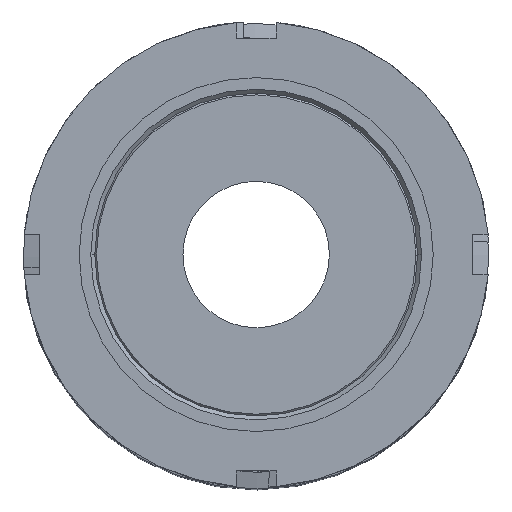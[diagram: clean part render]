
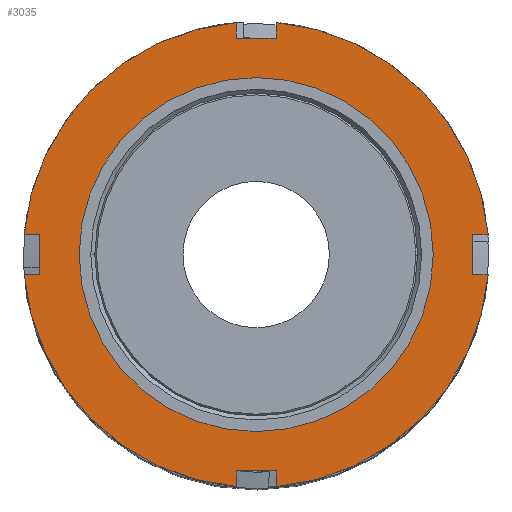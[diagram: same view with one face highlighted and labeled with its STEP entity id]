
A CAD part, front view. The second image highlights one B-rep face of the part: STEP entity #3035.
In plain terms, the highlighted planar face has unit normal (0, -1, 0).
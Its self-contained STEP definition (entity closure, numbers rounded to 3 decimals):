
#18 = VERTEX_POINT ( 'NONE', #2429 ) ;
#30 = VECTOR ( 'NONE', #3183, 1000. ) ;
#89 = CARTESIAN_POINT ( 'NONE',  ( 32.5, -23.269, 0. ) ) ;
#101 = EDGE_CURVE ( 'NONE', #424, #741, #2663, .T. ) ;
#132 = LINE ( 'NONE', #2815, #30 ) ;
#139 = AXIS2_PLACEMENT_3D ( 'NONE', #2503, #2897, #2549 ) ;
#160 = VERTEX_POINT ( 'NONE', #3251 ) ;
#184 = ORIENTED_EDGE ( 'NONE', *, *, #201, .F. ) ;
#201 = EDGE_CURVE ( 'NONE', #3925, #18, #3501, .T. ) ;
#210 = CARTESIAN_POINT ( 'NONE',  ( 0., -23.269, 0. ) ) ;
#238 = CARTESIAN_POINT ( 'NONE',  ( 34.871, -23.269, 3. ) ) ;
#262 = EDGE_CURVE ( 'NONE', #3245, #424, #4249, .T. ) ;
#280 = EDGE_LOOP ( 'NONE', ( #184, #1866, #3893, #3316, #1964, #1768, #2195, #3948, #3847, #2455, #2749, #1206, #4043, #1017, #1195, #1751 ) ) ;
#290 = CARTESIAN_POINT ( 'NONE',  ( 3., -23.269, 34.871 ) ) ;
#353 = AXIS2_PLACEMENT_3D ( 'NONE', #2928, #942, #1593 ) ;
#354 = EDGE_CURVE ( 'NONE', #1522, #160, #2701, .T. ) ;
#373 = CARTESIAN_POINT ( 'NONE',  ( 32.5, -23.269, -3. ) ) ;
#398 = CARTESIAN_POINT ( 'NONE',  ( 26.6, -23.269, -3. ) ) ;
#424 = VERTEX_POINT ( 'NONE', #3123 ) ;
#461 = CARTESIAN_POINT ( 'NONE',  ( 0., -23.269, -32.5 ) ) ;
#475 = ORIENTED_EDGE ( 'NONE', *, *, #1701, .T. ) ;
#483 = CARTESIAN_POINT ( 'NONE',  ( -3., -23.269, 32.5 ) ) ;
#503 = DIRECTION ( 'NONE',  ( -1., 0., 0. ) ) ;
#558 = AXIS2_PLACEMENT_3D ( 'NONE', #3594, #1576, #931 ) ;
#602 = EDGE_CURVE ( 'NONE', #2043, #3245, #3448, .T. ) ;
#620 = CARTESIAN_POINT ( 'NONE',  ( -32.5, -23.269, 0. ) ) ;
#632 = EDGE_CURVE ( 'NONE', #1522, #2206, #2660, .T. ) ;
#705 = LINE ( 'NONE', #3175, #755 ) ;
#716 = DIRECTION ( 'NONE',  ( 1., 0., 0. ) ) ;
#741 = VERTEX_POINT ( 'NONE', #985 ) ;
#755 = VECTOR ( 'NONE', #2891, 1000. ) ;
#808 = DIRECTION ( 'NONE',  ( -1., 0., 0. ) ) ;
#813 = DIRECTION ( 'NONE',  ( 0., 1., 0. ) ) ;
#858 = DIRECTION ( 'NONE',  ( 0., 0., -1. ) ) ;
#906 = CARTESIAN_POINT ( 'NONE',  ( 32.5, -23.269, 3. ) ) ;
#931 = DIRECTION ( 'NONE',  ( -1., 0., 0. ) ) ;
#940 = DIRECTION ( 'NONE',  ( 0., 0., 1. ) ) ;
#942 = DIRECTION ( 'NONE',  ( 0., 1., 0. ) ) ;
#964 = VECTOR ( 'NONE', #503, 1000. ) ;
#978 = LINE ( 'NONE', #620, #1121 ) ;
#985 = CARTESIAN_POINT ( 'NONE',  ( -34.871, -23.269, -3. ) ) ;
#998 = VECTOR ( 'NONE', #4227, 1000. ) ;
#1017 = ORIENTED_EDGE ( 'NONE', *, *, #354, .F. ) ;
#1045 = EDGE_CURVE ( 'NONE', #3463, #2587, #4031, .T. ) ;
#1052 = VERTEX_POINT ( 'NONE', #906 ) ;
#1056 = VECTOR ( 'NONE', #858, 1000. ) ;
#1105 = DIRECTION ( 'NONE',  ( 0., 1., 0. ) ) ;
#1114 = VERTEX_POINT ( 'NONE', #290 ) ;
#1121 = VECTOR ( 'NONE', #3294, 1000. ) ;
#1195 = ORIENTED_EDGE ( 'NONE', *, *, #632, .T. ) ;
#1206 = ORIENTED_EDGE ( 'NONE', *, *, #2985, .F. ) ;
#1243 = PLANE ( 'NONE',  #558 ) ;
#1248 = VECTOR ( 'NONE', #3179, 1000. ) ;
#1286 = VERTEX_POINT ( 'NONE', #1343 ) ;
#1292 = CARTESIAN_POINT ( 'NONE',  ( -3., -23.269, 0. ) ) ;
#1309 = DIRECTION ( 'NONE',  ( 1., 0., 0. ) ) ;
#1342 = CARTESIAN_POINT ( 'NONE',  ( -3., -23.269, -32.5 ) ) ;
#1343 = CARTESIAN_POINT ( 'NONE',  ( 34.871, -23.269, -3. ) ) ;
#1427 = LINE ( 'NONE', #3826, #964 ) ;
#1473 = VERTEX_POINT ( 'NONE', #373 ) ;
#1522 = VERTEX_POINT ( 'NONE', #483 ) ;
#1537 = EDGE_CURVE ( 'NONE', #1052, #1473, #2373, .T. ) ;
#1547 = CARTESIAN_POINT ( 'NONE',  ( -3., -23.269, 0. ) ) ;
#1576 = DIRECTION ( 'NONE',  ( 0., 1., 0. ) ) ;
#1587 = EDGE_CURVE ( 'NONE', #1286, #1772, #3438, .T. ) ;
#1593 = DIRECTION ( 'NONE',  ( -1., 0., 0. ) ) ;
#1676 = CARTESIAN_POINT ( 'NONE',  ( 0., -23.269, 32.5 ) ) ;
#1701 = EDGE_CURVE ( 'NONE', #2587, #3463, #1843, .T. ) ;
#1751 = ORIENTED_EDGE ( 'NONE', *, *, #4189, .F. ) ;
#1763 = CARTESIAN_POINT ( 'NONE',  ( -32.5, -23.269, 3. ) ) ;
#1765 = EDGE_CURVE ( 'NONE', #1864, #3925, #978, .T. ) ;
#1768 = ORIENTED_EDGE ( 'NONE', *, *, #602, .F. ) ;
#1770 = FACE_BOUND ( 'NONE', #4273, .T. ) ;
#1772 = VERTEX_POINT ( 'NONE', #3649 ) ;
#1798 = VERTEX_POINT ( 'NONE', #238 ) ;
#1810 = CIRCLE ( 'NONE', #139, 35. ) ;
#1828 = CIRCLE ( 'NONE', #3582, 35. ) ;
#1836 = AXIS2_PLACEMENT_3D ( 'NONE', #4199, #2922, #2534 ) ;
#1843 = CIRCLE ( 'NONE', #353, 26.6 ) ;
#1854 = CARTESIAN_POINT ( 'NONE',  ( -32.5, -23.269, -3. ) ) ;
#1864 = VERTEX_POINT ( 'NONE', #1854 ) ;
#1866 = ORIENTED_EDGE ( 'NONE', *, *, #1765, .F. ) ;
#1921 = EDGE_CURVE ( 'NONE', #160, #1114, #705, .T. ) ;
#1930 = VECTOR ( 'NONE', #1309, 1000. ) ;
#1946 = CARTESIAN_POINT ( 'NONE',  ( 26.6, -23.269, 0. ) ) ;
#1964 = ORIENTED_EDGE ( 'NONE', *, *, #262, .F. ) ;
#2030 = AXIS2_PLACEMENT_3D ( 'NONE', #3516, #813, #2228 ) ;
#2043 = VERTEX_POINT ( 'NONE', #4138 ) ;
#2195 = ORIENTED_EDGE ( 'NONE', *, *, #3339, .T. ) ;
#2206 = VERTEX_POINT ( 'NONE', #2846 ) ;
#2228 = DIRECTION ( 'NONE',  ( -1., 0., 0. ) ) ;
#2286 = EDGE_CURVE ( 'NONE', #1052, #1798, #132, .T. ) ;
#2373 = LINE ( 'NONE', #89, #4171 ) ;
#2429 = CARTESIAN_POINT ( 'NONE',  ( -34.871, -23.269, 3. ) ) ;
#2455 = ORIENTED_EDGE ( 'NONE', *, *, #1537, .F. ) ;
#2470 = CARTESIAN_POINT ( 'NONE',  ( -26.6, -23.269, 0. ) ) ;
#2503 = CARTESIAN_POINT ( 'NONE',  ( 0., -23.269, 0. ) ) ;
#2534 = DIRECTION ( 'NONE',  ( -1., 0., 0. ) ) ;
#2549 = DIRECTION ( 'NONE',  ( -1., 0., 0. ) ) ;
#2552 = VECTOR ( 'NONE', #940, 1000. ) ;
#2559 = DIRECTION ( 'NONE',  ( 0., 1., 0. ) ) ;
#2587 = VERTEX_POINT ( 'NONE', #1946 ) ;
#2613 = VECTOR ( 'NONE', #716, 1000. ) ;
#2660 = LINE ( 'NONE', #1292, #2552 ) ;
#2663 = CIRCLE ( 'NONE', #2030, 35. ) ;
#2701 = LINE ( 'NONE', #1676, #2613 ) ;
#2749 = ORIENTED_EDGE ( 'NONE', *, *, #2286, .T. ) ;
#2795 = CARTESIAN_POINT ( 'NONE',  ( 0., -23.269, 0. ) ) ;
#2815 = CARTESIAN_POINT ( 'NONE',  ( 26.6, -23.269, 3. ) ) ;
#2846 = CARTESIAN_POINT ( 'NONE',  ( -3., -23.269, 34.871 ) ) ;
#2850 = CARTESIAN_POINT ( 'NONE',  ( 3., -23.269, 0. ) ) ;
#2891 = DIRECTION ( 'NONE',  ( 0., 0., 1. ) ) ;
#2897 = DIRECTION ( 'NONE',  ( 0., 1., 0. ) ) ;
#2922 = DIRECTION ( 'NONE',  ( 0., 1., 0. ) ) ;
#2928 = CARTESIAN_POINT ( 'NONE',  ( 0., -23.269, 0. ) ) ;
#2985 = EDGE_CURVE ( 'NONE', #1114, #1798, #1828, .T. ) ;
#3035 = ADVANCED_FACE ( 'NONE', ( #1770, #3324 ), #1243, .F. ) ;
#3120 = DIRECTION ( 'NONE',  ( 0., 0., -1. ) ) ;
#3123 = CARTESIAN_POINT ( 'NONE',  ( -3., -23.269, -34.871 ) ) ;
#3142 = LINE ( 'NONE', #398, #1930 ) ;
#3175 = CARTESIAN_POINT ( 'NONE',  ( 3., -23.269, 0. ) ) ;
#3179 = DIRECTION ( 'NONE',  ( 0., 0., -1. ) ) ;
#3183 = DIRECTION ( 'NONE',  ( 1., 0., 0. ) ) ;
#3233 = DIRECTION ( 'NONE',  ( -1., 0., 0. ) ) ;
#3245 = VERTEX_POINT ( 'NONE', #1342 ) ;
#3251 = CARTESIAN_POINT ( 'NONE',  ( 3., -23.269, 32.5 ) ) ;
#3294 = DIRECTION ( 'NONE',  ( 0., 0., 1. ) ) ;
#3316 = ORIENTED_EDGE ( 'NONE', *, *, #101, .F. ) ;
#3324 = FACE_OUTER_BOUND ( 'NONE', #280, .T. ) ;
#3339 = EDGE_CURVE ( 'NONE', #2043, #1772, #3993, .T. ) ;
#3372 = EDGE_CURVE ( 'NONE', #1864, #741, #1427, .T. ) ;
#3438 = CIRCLE ( 'NONE', #3733, 35. ) ;
#3448 = LINE ( 'NONE', #461, #3813 ) ;
#3463 = VERTEX_POINT ( 'NONE', #2470 ) ;
#3477 = ORIENTED_EDGE ( 'NONE', *, *, #1045, .T. ) ;
#3501 = LINE ( 'NONE', #3953, #998 ) ;
#3516 = CARTESIAN_POINT ( 'NONE',  ( 0., -23.269, 0. ) ) ;
#3582 = AXIS2_PLACEMENT_3D ( 'NONE', #210, #2559, #3233 ) ;
#3594 = CARTESIAN_POINT ( 'NONE',  ( 26.6, -23.269, 0. ) ) ;
#3649 = CARTESIAN_POINT ( 'NONE',  ( 3., -23.269, -34.871 ) ) ;
#3655 = EDGE_CURVE ( 'NONE', #1473, #1286, #3142, .T. ) ;
#3733 = AXIS2_PLACEMENT_3D ( 'NONE', #2795, #1105, #3841 ) ;
#3813 = VECTOR ( 'NONE', #808, 1000. ) ;
#3826 = CARTESIAN_POINT ( 'NONE',  ( 26.6, -23.269, -3. ) ) ;
#3841 = DIRECTION ( 'NONE',  ( -1., 0., 0. ) ) ;
#3847 = ORIENTED_EDGE ( 'NONE', *, *, #3655, .F. ) ;
#3893 = ORIENTED_EDGE ( 'NONE', *, *, #3372, .T. ) ;
#3925 = VERTEX_POINT ( 'NONE', #1763 ) ;
#3948 = ORIENTED_EDGE ( 'NONE', *, *, #1587, .F. ) ;
#3953 = CARTESIAN_POINT ( 'NONE',  ( 26.6, -23.269, 3. ) ) ;
#3993 = LINE ( 'NONE', #2850, #1056 ) ;
#4031 = CIRCLE ( 'NONE', #1836, 26.6 ) ;
#4043 = ORIENTED_EDGE ( 'NONE', *, *, #1921, .F. ) ;
#4138 = CARTESIAN_POINT ( 'NONE',  ( 3., -23.269, -32.5 ) ) ;
#4171 = VECTOR ( 'NONE', #3120, 1000. ) ;
#4189 = EDGE_CURVE ( 'NONE', #18, #2206, #1810, .T. ) ;
#4199 = CARTESIAN_POINT ( 'NONE',  ( 0., -23.269, 0. ) ) ;
#4227 = DIRECTION ( 'NONE',  ( -1., 0., 0. ) ) ;
#4249 = LINE ( 'NONE', #1547, #1248 ) ;
#4273 = EDGE_LOOP ( 'NONE', ( #3477, #475 ) ) ;
